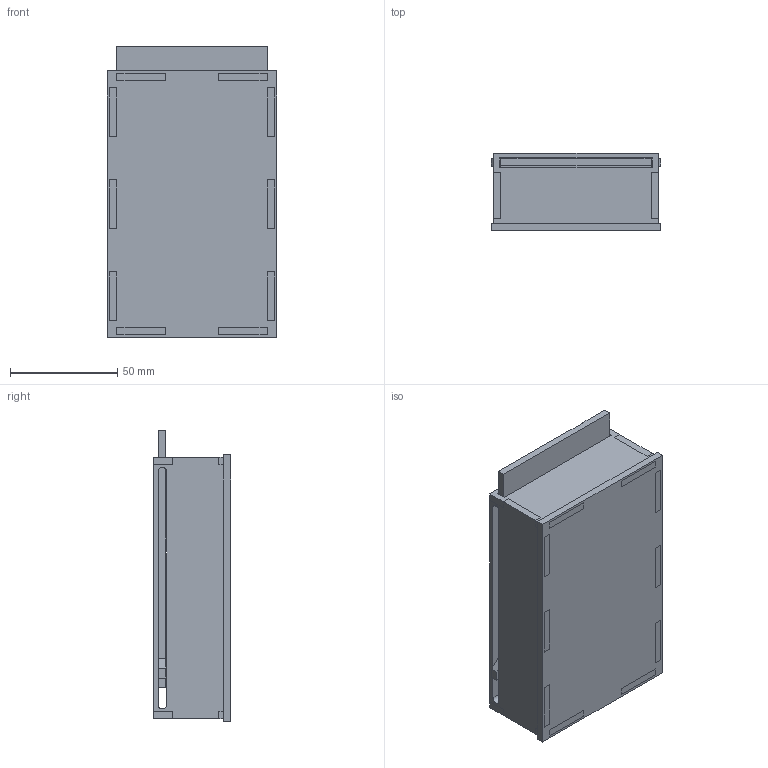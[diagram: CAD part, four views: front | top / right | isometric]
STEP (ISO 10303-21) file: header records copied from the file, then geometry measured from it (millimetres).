
FILE_DESCRIPTION(('FreeCAD Model'),'2;1');
FILE_NAME('Open CASCADE Shape Model','2025-04-26T09:57:38',('FreeCAD'),( 'FreeCAD'),'Open CASCADE STEP processor 7.6','FreeCAD','Unknown');
FILE_SCHEMA(('AUTOMOTIVE_DESIGN { 1 0 10303 214 1 1 1 1 }'));
Length unit declared in the file: millimetre
Products named in the file (1): Open CASCADE STEP translator 7.6 1
Bounding box: 79.09 x 36.15 x 135.62 mm (x, y, z)
Volume: 258844.8 mm3; surface area: 91715.3 mm2
Topology: 7 solids, 7 shells, 551 faces, 1553 edges, 1036 vertices
Faces by surface type: bspline 551
Entity records: 16343 total; most frequent: CARTESIAN_POINT 7020, ORIENTED_EDGE 3106, EDGE_CURVE 1553, B_SPLINE_CURVE_WITH_KNOTS 1386, VERTEX_POINT 1036, FACE_BOUND 597, EDGE_LOOP 597, ADVANCED_FACE 551
